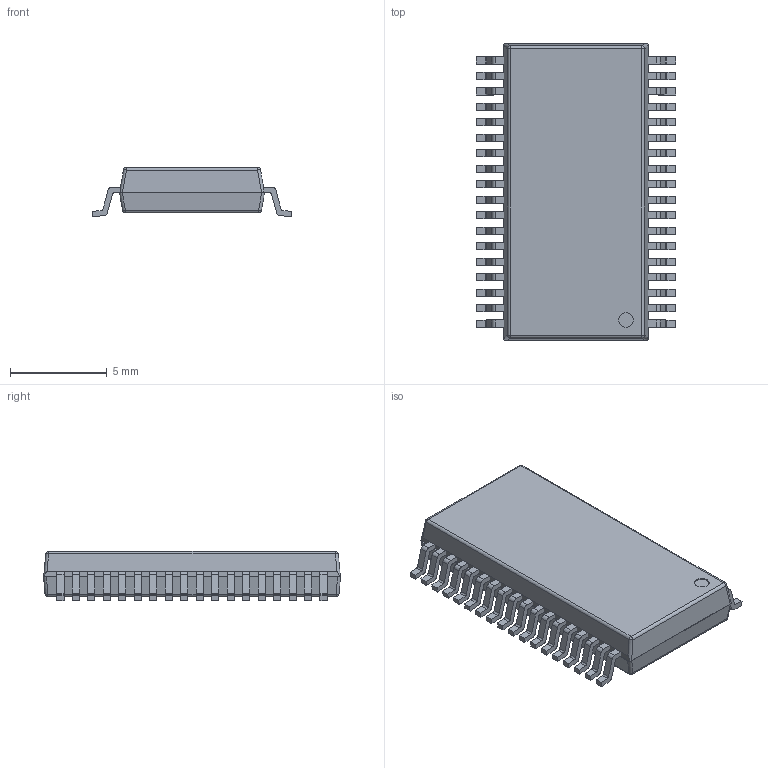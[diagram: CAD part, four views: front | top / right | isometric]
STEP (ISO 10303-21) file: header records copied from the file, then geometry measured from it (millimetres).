
FILE_DESCRIPTION(/* description */ (''),/* implementation_level */ '2;1');
FILE_NAME(/* name */ '36L_SSOP_P0.8.step',/* time_stamp */ '2023-08-23T23:10:39+02:00',/* author */ (''),/* organization */ (''),/* preprocessor_version */ 'ST-DEVELOPER v20',/* originating_system */ 'Autodesk Translation Framework v12.9.0.99',/* authorisation */ '');
FILE_SCHEMA (('AUTOMOTIVE_DESIGN { 1 0 10303 214 3 1 1 }'));
Length unit declared in the file: millimetre
Products named in the file (1): 36L SSOP P0.8
Bounding box: 10.3 x 15.35 x 2.54 mm (x, y, z)
Volume: 282.4 mm3; surface area: 601.1 mm2
Topology: 19 solids, 19 shells, 435 faces, 1161 edges, 766 vertices
Faces by surface type: plane 266, cylinder 161, sphere 8
Full cylindrical faces by diameter (mm): 0.75 x1
Entity records: 13571 total; most frequent: CARTESIAN_POINT 2363, DIRECTION 2359, ORIENTED_EDGE 2322, EDGE_CURVE 1161, LINE 835, VECTOR 835, VERTEX_POINT 766, AXIS2_PLACEMENT_3D 762
